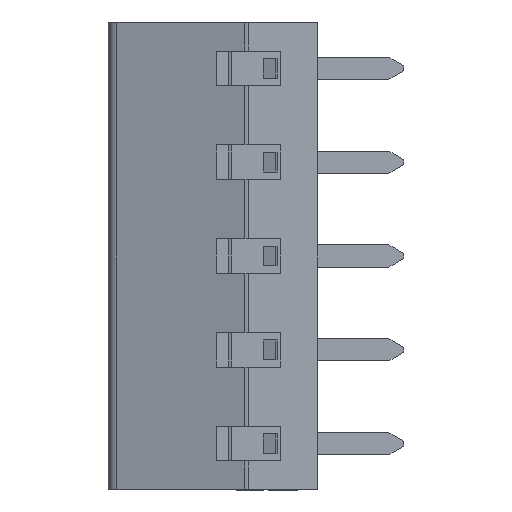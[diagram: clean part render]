
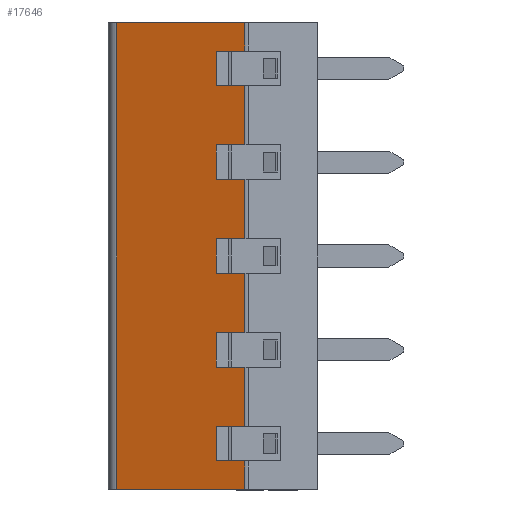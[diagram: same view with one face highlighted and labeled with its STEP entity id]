
A CAD part, left-side view. The second image highlights one B-rep face of the part: STEP entity #17646.
In plain terms, the highlighted planar face has unit normal (-0.951, 0.309, 0).
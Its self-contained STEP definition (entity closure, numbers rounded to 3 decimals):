
#1406=DIRECTION('',(0.,0.,1.));
#1407=VECTOR('',#1406,1.15);
#1408=CARTESIAN_POINT('',(-3.676,2.955,0.7));
#1409=LINE('',#1408,#1407);
#1448=DIRECTION('',(0.,0.,1.));
#1449=VECTOR('',#1448,2.41);
#1450=CARTESIAN_POINT('',(-3.676,2.955,-3.11));
#1451=LINE('',#1450,#1449);
#1490=DIRECTION('',(0.,0.,1.));
#1491=VECTOR('',#1490,2.41);
#1492=CARTESIAN_POINT('',(-3.676,2.955,-6.92));
#1493=LINE('',#1492,#1491);
#1532=DIRECTION('',(0.,0.,1.));
#1533=VECTOR('',#1532,2.41);
#1534=CARTESIAN_POINT('',(-3.676,2.955,-10.73));
#1535=LINE('',#1534,#1533);
#1574=DIRECTION('',(0.,0.,1.));
#1575=VECTOR('',#1574,2.41);
#1576=CARTESIAN_POINT('',(-3.676,2.955,-14.54));
#1577=LINE('',#1576,#1575);
#1616=DIRECTION('',(0.,0.,1.));
#1617=VECTOR('',#1616,1.15);
#1618=CARTESIAN_POINT('',(-3.676,2.955,-17.09));
#1619=LINE('',#1618,#1617);
#1620=DIRECTION('',(-0.309,-0.951,0.));
#1621=VECTOR('',#1620,5.468);
#1622=CARTESIAN_POINT('',(-1.986,8.155,-17.09));
#1623=LINE('',#1622,#1621);
#1624=DIRECTION('',(0.,0.,1.));
#1625=VECTOR('',#1624,18.94);
#1626=CARTESIAN_POINT('',(-1.986,8.155,-17.09));
#1627=LINE('',#1626,#1625);
#1628=DIRECTION('',(-0.309,-0.951,0.));
#1629=VECTOR('',#1628,5.468);
#1630=CARTESIAN_POINT('',(-1.986,8.155,1.85));
#1631=LINE('',#1630,#1629);
#1632=DIRECTION('',(0.309,0.951,0.));
#1633=VECTOR('',#1632,1.215);
#1634=CARTESIAN_POINT('',(-3.676,2.955,0.7));
#1635=LINE('',#1634,#1633);
#1636=DIRECTION('',(0.,0.,1.));
#1637=VECTOR('',#1636,1.4);
#1638=CARTESIAN_POINT('',(-3.3,4.11,-0.7));
#1639=LINE('',#1638,#1637);
#1640=DIRECTION('',(0.309,0.951,0.));
#1641=VECTOR('',#1640,1.215);
#1642=CARTESIAN_POINT('',(-3.676,2.955,-0.7));
#1643=LINE('',#1642,#1641);
#1644=DIRECTION('',(0.309,0.951,0.));
#1645=VECTOR('',#1644,1.215);
#1646=CARTESIAN_POINT('',(-3.676,2.955,-3.11));
#1647=LINE('',#1646,#1645);
#1648=DIRECTION('',(0.,0.,1.));
#1649=VECTOR('',#1648,1.4);
#1650=CARTESIAN_POINT('',(-3.3,4.11,-4.51));
#1651=LINE('',#1650,#1649);
#1652=DIRECTION('',(0.309,0.951,0.));
#1653=VECTOR('',#1652,1.215);
#1654=CARTESIAN_POINT('',(-3.676,2.955,-4.51));
#1655=LINE('',#1654,#1653);
#1656=DIRECTION('',(0.309,0.951,0.));
#1657=VECTOR('',#1656,1.215);
#1658=CARTESIAN_POINT('',(-3.676,2.955,-6.92));
#1659=LINE('',#1658,#1657);
#1660=DIRECTION('',(0.,0.,1.));
#1661=VECTOR('',#1660,1.4);
#1662=CARTESIAN_POINT('',(-3.3,4.11,-8.32));
#1663=LINE('',#1662,#1661);
#1664=DIRECTION('',(0.309,0.951,0.));
#1665=VECTOR('',#1664,1.215);
#1666=CARTESIAN_POINT('',(-3.676,2.955,-8.32));
#1667=LINE('',#1666,#1665);
#1668=DIRECTION('',(0.309,0.951,0.));
#1669=VECTOR('',#1668,1.215);
#1670=CARTESIAN_POINT('',(-3.676,2.955,-10.73));
#1671=LINE('',#1670,#1669);
#1672=DIRECTION('',(0.,0.,1.));
#1673=VECTOR('',#1672,1.4);
#1674=CARTESIAN_POINT('',(-3.3,4.11,-12.13));
#1675=LINE('',#1674,#1673);
#1676=DIRECTION('',(0.309,0.951,0.));
#1677=VECTOR('',#1676,1.215);
#1678=CARTESIAN_POINT('',(-3.676,2.955,-12.13));
#1679=LINE('',#1678,#1677);
#1680=DIRECTION('',(0.309,0.951,0.));
#1681=VECTOR('',#1680,1.215);
#1682=CARTESIAN_POINT('',(-3.676,2.955,-14.54));
#1683=LINE('',#1682,#1681);
#1684=DIRECTION('',(0.,0.,1.));
#1685=VECTOR('',#1684,1.4);
#1686=CARTESIAN_POINT('',(-3.3,4.11,-15.94));
#1687=LINE('',#1686,#1685);
#1688=DIRECTION('',(0.309,0.951,0.));
#1689=VECTOR('',#1688,1.215);
#1690=CARTESIAN_POINT('',(-3.676,2.955,-15.94));
#1691=LINE('',#1690,#1689);
#12773=CARTESIAN_POINT('',(-3.3,4.11,-0.7));
#12774=VERTEX_POINT('',#12773);
#12775=CARTESIAN_POINT('',(-3.3,4.11,0.7));
#12776=VERTEX_POINT('',#12775);
#12869=CARTESIAN_POINT('',(-3.676,2.955,-0.7));
#12870=VERTEX_POINT('',#12869);
#12871=CARTESIAN_POINT('',(-3.676,2.955,0.7));
#12872=VERTEX_POINT('',#12871);
#12885=CARTESIAN_POINT('',(-1.986,8.155,1.85));
#12886=VERTEX_POINT('',#12885);
#12887=CARTESIAN_POINT('',(-3.676,2.955,1.85));
#12888=VERTEX_POINT('',#12887);
#12901=CARTESIAN_POINT('',(-1.986,8.155,-17.09));
#12902=VERTEX_POINT('',#12901);
#12903=CARTESIAN_POINT('',(-3.676,2.955,-17.09));
#12904=VERTEX_POINT('',#12903);
#12985=CARTESIAN_POINT('',(-3.676,2.955,-4.51));
#12986=CARTESIAN_POINT('',(-3.3,4.11,-4.51));
#12987=VERTEX_POINT('',#12985);
#12988=VERTEX_POINT('',#12986);
#12989=CARTESIAN_POINT('',(-3.3,4.11,-3.11));
#12990=VERTEX_POINT('',#12989);
#12991=CARTESIAN_POINT('',(-3.676,2.955,-3.11));
#12992=VERTEX_POINT('',#12991);
#13110=CARTESIAN_POINT('',(-3.676,2.955,-8.32));
#13111=CARTESIAN_POINT('',(-3.3,4.11,-8.32));
#13112=VERTEX_POINT('',#13110);
#13113=VERTEX_POINT('',#13111);
#13114=CARTESIAN_POINT('',(-3.3,4.11,-6.92));
#13115=VERTEX_POINT('',#13114);
#13116=CARTESIAN_POINT('',(-3.676,2.955,-6.92));
#13117=VERTEX_POINT('',#13116);
#13241=CARTESIAN_POINT('',(-3.676,2.955,-12.13));
#13242=CARTESIAN_POINT('',(-3.3,4.11,-12.13));
#13243=VERTEX_POINT('',#13241);
#13244=VERTEX_POINT('',#13242);
#13245=CARTESIAN_POINT('',(-3.3,4.11,-10.73));
#13246=VERTEX_POINT('',#13245);
#13247=CARTESIAN_POINT('',(-3.676,2.955,-10.73));
#13248=VERTEX_POINT('',#13247);
#13573=CARTESIAN_POINT('',(-3.676,2.955,-15.94));
#13574=CARTESIAN_POINT('',(-3.3,4.11,-15.94));
#13575=VERTEX_POINT('',#13573);
#13576=VERTEX_POINT('',#13574);
#13577=CARTESIAN_POINT('',(-3.3,4.11,-14.54));
#13578=VERTEX_POINT('',#13577);
#13579=CARTESIAN_POINT('',(-3.676,2.955,-14.54));
#13580=VERTEX_POINT('',#13579);
#17609=CARTESIAN_POINT('',(-1.986,8.155,-1.905));
#17610=DIRECTION('',(-0.951,0.309,0.));
#17611=DIRECTION('',(-0.309,-0.951,0.));
#17612=AXIS2_PLACEMENT_3D('',#17609,#17610,#17611);
#17613=PLANE('',#17612);
#17614=ORIENTED_EDGE('',*,*,#16276,.F.);
#17616=ORIENTED_EDGE('',*,*,#17615,.T.);
#17617=ORIENTED_EDGE('',*,*,#16885,.T.);
#17618=ORIENTED_EDGE('',*,*,#17150,.F.);
#17619=ORIENTED_EDGE('',*,*,#17166,.T.);
#17621=ORIENTED_EDGE('',*,*,#17620,.F.);
#17622=ORIENTED_EDGE('',*,*,#17223,.F.);
#17623=ORIENTED_EDGE('',*,*,#17239,.F.);
#17624=ORIENTED_EDGE('',*,*,#17257,.T.);
#17626=ORIENTED_EDGE('',*,*,#17625,.F.);
#17627=ORIENTED_EDGE('',*,*,#17314,.F.);
#17628=ORIENTED_EDGE('',*,*,#17330,.F.);
#17629=ORIENTED_EDGE('',*,*,#17348,.T.);
#17631=ORIENTED_EDGE('',*,*,#17630,.F.);
#17632=ORIENTED_EDGE('',*,*,#17405,.F.);
#17633=ORIENTED_EDGE('',*,*,#17421,.F.);
#17634=ORIENTED_EDGE('',*,*,#17439,.T.);
#17636=ORIENTED_EDGE('',*,*,#17635,.F.);
#17637=ORIENTED_EDGE('',*,*,#17496,.F.);
#17638=ORIENTED_EDGE('',*,*,#17512,.F.);
#17639=ORIENTED_EDGE('',*,*,#17530,.T.);
#17641=ORIENTED_EDGE('',*,*,#17640,.F.);
#17642=ORIENTED_EDGE('',*,*,#17587,.F.);
#17643=ORIENTED_EDGE('',*,*,#17602,.F.);
#17644=EDGE_LOOP('',(#17614,#17616,#17617,#17618,#17619,#17621,#17622,#17623,
#17624,#17626,#17627,#17628,#17629,#17631,#17632,#17633,#17634,#17636,#17637,
#17638,#17639,#17641,#17642,#17643));
#17645=FACE_OUTER_BOUND('',#17644,.F.);
#17646=ADVANCED_FACE('',(#17645),#17613,.T.);
#16276=EDGE_CURVE('',#12902,#12904,#1623,.T.);
#16885=EDGE_CURVE('',#12886,#12888,#1631,.T.);
#17150=EDGE_CURVE('',#12872,#12888,#1409,.T.);
#17166=EDGE_CURVE('',#12872,#12776,#1635,.T.);
#17223=EDGE_CURVE('',#12870,#12774,#1643,.T.);
#17239=EDGE_CURVE('',#12992,#12870,#1451,.T.);
#17257=EDGE_CURVE('',#12992,#12990,#1647,.T.);
#17314=EDGE_CURVE('',#12987,#12988,#1655,.T.);
#17330=EDGE_CURVE('',#13117,#12987,#1493,.T.);
#17348=EDGE_CURVE('',#13117,#13115,#1659,.T.);
#17405=EDGE_CURVE('',#13112,#13113,#1667,.T.);
#17421=EDGE_CURVE('',#13248,#13112,#1535,.T.);
#17439=EDGE_CURVE('',#13248,#13246,#1671,.T.);
#17496=EDGE_CURVE('',#13243,#13244,#1679,.T.);
#17512=EDGE_CURVE('',#13580,#13243,#1577,.T.);
#17530=EDGE_CURVE('',#13580,#13578,#1683,.T.);
#17587=EDGE_CURVE('',#13575,#13576,#1691,.T.);
#17602=EDGE_CURVE('',#12904,#13575,#1619,.T.);
#17615=EDGE_CURVE('',#12902,#12886,#1627,.T.);
#17620=EDGE_CURVE('',#12774,#12776,#1639,.T.);
#17625=EDGE_CURVE('',#12988,#12990,#1651,.T.);
#17630=EDGE_CURVE('',#13113,#13115,#1663,.T.);
#17635=EDGE_CURVE('',#13244,#13246,#1675,.T.);
#17640=EDGE_CURVE('',#13576,#13578,#1687,.T.);
